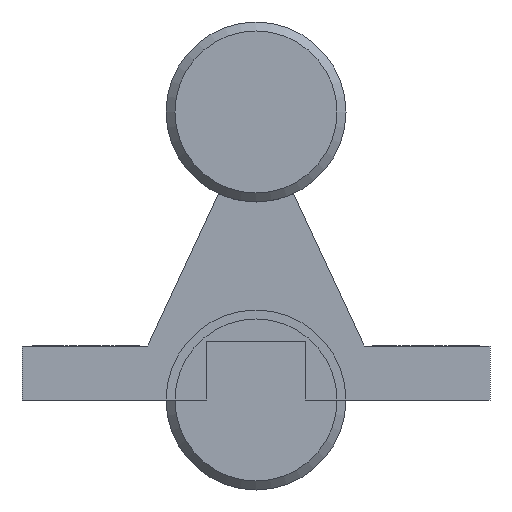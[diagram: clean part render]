
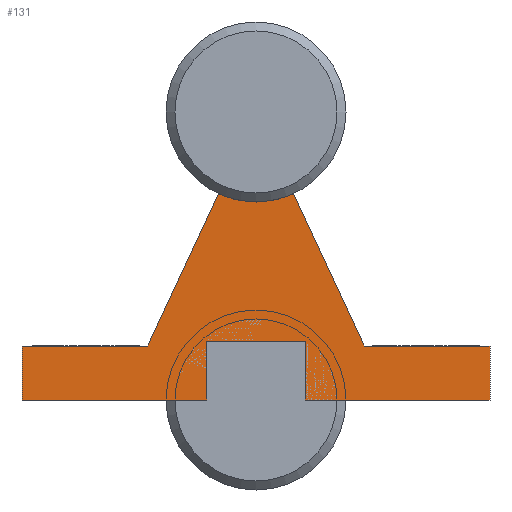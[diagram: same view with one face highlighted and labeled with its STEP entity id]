
A CAD part, front view. The second image highlights one B-rep face of the part: STEP entity #131.
In plain terms, the highlighted planar face has unit normal (0, -1, 0).
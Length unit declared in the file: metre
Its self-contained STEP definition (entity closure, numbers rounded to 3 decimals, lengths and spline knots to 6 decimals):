
#131 = ADVANCED_FACE( '', ( #188 ), #189, .T. );
#188 = FACE_OUTER_BOUND( '', #283, .T. );
#189 = PLANE( '', #284 );
#283 = EDGE_LOOP( '', ( #409, #410, #411, #412, #413, #414, #415, #416, #417, #418, #419, #420 ) );
#284 = AXIS2_PLACEMENT_3D( '', #421, #422, #423 );
#409 = ORIENTED_EDGE( '', *, *, #601, .F. );
#410 = ORIENTED_EDGE( '', *, *, #602, .T. );
#411 = ORIENTED_EDGE( '', *, *, #603, .T. );
#412 = ORIENTED_EDGE( '', *, *, #604, .T. );
#413 = ORIENTED_EDGE( '', *, *, #605, .F. );
#414 = ORIENTED_EDGE( '', *, *, #606, .F. );
#415 = ORIENTED_EDGE( '', *, *, #607, .F. );
#416 = ORIENTED_EDGE( '', *, *, #596, .F. );
#417 = ORIENTED_EDGE( '', *, *, #579, .F. );
#418 = ORIENTED_EDGE( '', *, *, #608, .F. );
#419 = ORIENTED_EDGE( '', *, *, #609, .F. );
#420 = ORIENTED_EDGE( '', *, *, #598, .F. );
#421 = CARTESIAN_POINT( '', ( 0., 0., 0.032 ) );
#422 = DIRECTION( '', ( 0., -1., 0. ) );
#423 = DIRECTION( '', ( 0., 0., -1. ) );
#579 = EDGE_CURVE( '', #650, #651, #652, .T. );
#596 = EDGE_CURVE( '', #651, #683, #684, .T. );
#598 = EDGE_CURVE( '', #686, #687, #688, .T. );
#601 = EDGE_CURVE( '', #691, #686, #692, .T. );
#602 = EDGE_CURVE( '', #691, #693, #694, .T. );
#603 = EDGE_CURVE( '', #693, #695, #696, .T. );
#604 = EDGE_CURVE( '', #695, #697, #698, .T. );
#605 = EDGE_CURVE( '', #699, #697, #700, .T. );
#606 = EDGE_CURVE( '', #701, #699, #702, .T. );
#607 = EDGE_CURVE( '', #683, #701, #703, .T. );
#608 = EDGE_CURVE( '', #704, #650, #705, .T. );
#609 = EDGE_CURVE( '', #687, #704, #706, .T. );
#650 = VERTEX_POINT( '', #880 );
#651 = VERTEX_POINT( '', #881 );
#652 = CIRCLE( '', #882, 0.01 );
#683 = VERTEX_POINT( '', #1048 );
#684 = LINE( '', #1049, #1050 );
#686 = VERTEX_POINT( '', #1053 );
#687 = VERTEX_POINT( '', #1054 );
#688 = LINE( '', #1055, #1056 );
#691 = VERTEX_POINT( '', #1061 );
#692 = LINE( '', #1062, #1063 );
#693 = VERTEX_POINT( '', #1064 );
#694 = LINE( '', #1065, #1066 );
#695 = VERTEX_POINT( '', #1067 );
#696 = LINE( '', #1068, #1069 );
#697 = VERTEX_POINT( '', #1070 );
#698 = LINE( '', #1071, #1072 );
#699 = VERTEX_POINT( '', #1073 );
#700 = LINE( '', #1074, #1075 );
#701 = VERTEX_POINT( '', #1076 );
#702 = LINE( '', #1077, #1078 );
#703 = LINE( '', #1079, #1080 );
#704 = VERTEX_POINT( '', #1081 );
#705 = LINE( '', #1082, #1083 );
#706 = LINE( '', #1084, #1085 );
#880 = CARTESIAN_POINT( '', ( -0.00415, 0., 0.022902 ) );
#881 = CARTESIAN_POINT( '', ( 0.00415, 0., 0.022902 ) );
#882 = AXIS2_PLACEMENT_3D( '', #1140, #1141, #1142 );
#1048 = CARTESIAN_POINT( '', ( 0.012031, 0., 0.006 ) );
#1049 = CARTESIAN_POINT( '', ( 0.012031, 0., 0.006 ) );
#1050 = VECTOR( '', #1159, 1. );
#1053 = CARTESIAN_POINT( '', ( -0.026, 0., 0. ) );
#1054 = CARTESIAN_POINT( '', ( -0.026, 0., 0.006 ) );
#1055 = CARTESIAN_POINT( '', ( -0.026, 0., 0. ) );
#1056 = VECTOR( '', #1161, 1. );
#1061 = CARTESIAN_POINT( '', ( -0.0055, 0., 0. ) );
#1062 = CARTESIAN_POINT( '', ( 0.026, 0., 0. ) );
#1063 = VECTOR( '', #1164, 1. );
#1064 = CARTESIAN_POINT( '', ( -0.0055, 0., 0.0065 ) );
#1065 = CARTESIAN_POINT( '', ( -0.0055, 0., 0. ) );
#1066 = VECTOR( '', #1165, 1. );
#1067 = CARTESIAN_POINT( '', ( 0.0055, 0., 0.0065 ) );
#1068 = CARTESIAN_POINT( '', ( -0.0055, 0., 0.0065 ) );
#1069 = VECTOR( '', #1166, 1. );
#1070 = CARTESIAN_POINT( '', ( 0.0055, 0., 0. ) );
#1071 = CARTESIAN_POINT( '', ( 0.0055, 0., 0.0065 ) );
#1072 = VECTOR( '', #1167, 1. );
#1073 = CARTESIAN_POINT( '', ( 0.026, 0., 0. ) );
#1074 = CARTESIAN_POINT( '', ( 0.026, 0., 0. ) );
#1075 = VECTOR( '', #1168, 1. );
#1076 = CARTESIAN_POINT( '', ( 0.026, 0., 0.006 ) );
#1077 = CARTESIAN_POINT( '', ( 0.026, 0., 0. ) );
#1078 = VECTOR( '', #1169, 1. );
#1079 = CARTESIAN_POINT( '', ( 0.026, 0., 0.006 ) );
#1080 = VECTOR( '', #1170, 1. );
#1081 = CARTESIAN_POINT( '', ( -0.012031, 0., 0.006 ) );
#1082 = CARTESIAN_POINT( '', ( -0.012031, 0., 0.006 ) );
#1083 = VECTOR( '', #1171, 1. );
#1084 = CARTESIAN_POINT( '', ( -0.026, 0., 0.006 ) );
#1085 = VECTOR( '', #1172, 1. );
#1140 = CARTESIAN_POINT( '', ( 0., 0., 0.032 ) );
#1141 = DIRECTION( '', ( 0., -1., 0. ) );
#1142 = DIRECTION( '', ( 1., 0., 0. ) );
#1159 = DIRECTION( '', ( 0.423, 0., -0.906 ) );
#1161 = DIRECTION( '', ( 0., 0., 1. ) );
#1164 = DIRECTION( '', ( -1., 0., 0. ) );
#1165 = DIRECTION( '', ( 0., 0., 1. ) );
#1166 = DIRECTION( '', ( 1., 0., 0. ) );
#1167 = DIRECTION( '', ( 0., 0., -1. ) );
#1168 = DIRECTION( '', ( -1., 0., 0. ) );
#1169 = DIRECTION( '', ( 0., 0., -1. ) );
#1170 = DIRECTION( '', ( 1., 0., 0. ) );
#1171 = DIRECTION( '', ( 0.423, 0., 0.906 ) );
#1172 = DIRECTION( '', ( 1., 0., 0. ) );
